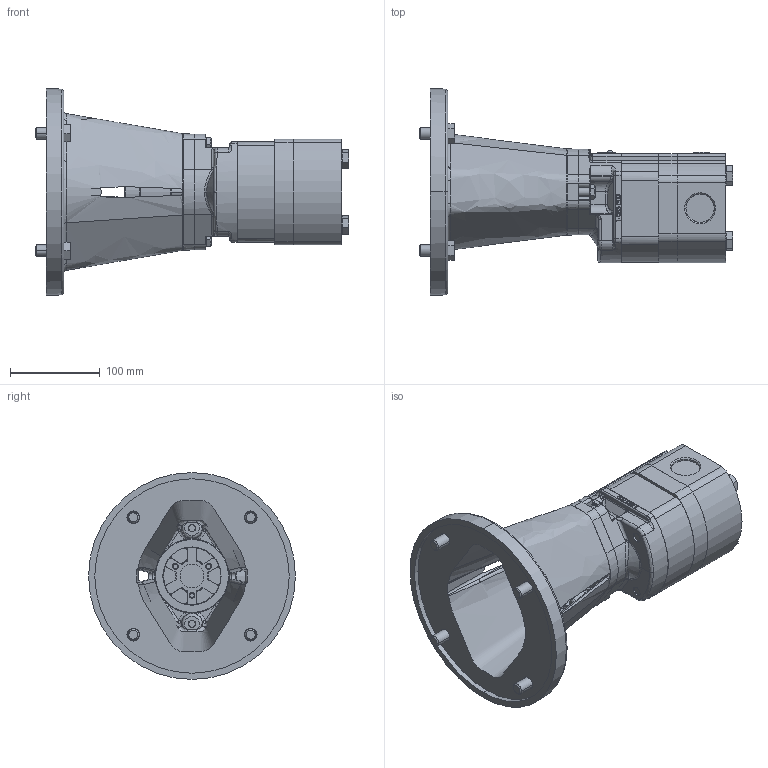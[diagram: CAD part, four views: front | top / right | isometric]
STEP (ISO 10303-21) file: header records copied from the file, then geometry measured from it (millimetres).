
FILE_DESCRIPTION (( 'STEP AP214' ), '1' );
FILE_NAME ('GPV-0782-82.STEP', '2019-05-22T13:47:18', ( '' ), ( '' ), 'SwSTEP 2.0', 'SolidWorks 2018', '' );
FILE_SCHEMA (( 'AUTOMOTIVE_DESIGN' ));
Length unit declared in the file: inch
Products named in the file (1): GPV-0782-82
Bounding box: 348.59 x 229.95 x 229.95 mm (x, y, z)
Volume: 2848461.4 mm3; surface area: 394532.3 mm2
Topology: 10 solids, 10 shells, 1110 faces, 2774 edges, 1739 vertices
Faces by surface type: cylinder 349, plane 325, bspline 237, cone 140, torus 47, sphere 12
Entity records: 145416 total; most frequent: CARTESIAN_POINT 106072, ORIENTED_EDGE 5548, DIRECTION 4614, EDGE_CURVE 2774, AXIS2_PLACEMENT_3D 1839, VERTEX_POINT 1739, EDGE_LOOP 1203, UNCERTAINTY_MEASURE_WITH_UNIT 1122
